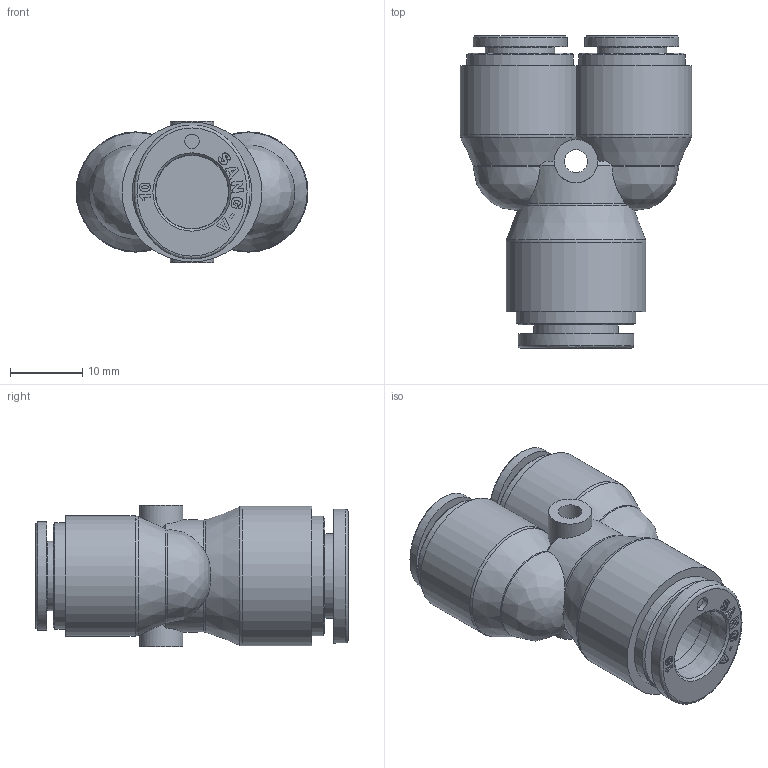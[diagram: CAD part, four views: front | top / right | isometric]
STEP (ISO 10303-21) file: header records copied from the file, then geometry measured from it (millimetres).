
FILE_DESCRIPTION((''),'2;1');
FILE_NAME('CR-PW 1008.stp','2020-11-11T12:02:13',('Administrator'),(''),'Autodesk Inventor 2013','Autodesk Inventor 2013','');
FILE_SCHEMA(('CONFIG_CONTROL_DESIGN'));
Length unit declared in the file: millimetre
Products named in the file (4): 조립품23; CR-PW 1008 BODY; CR-SLEEVE 10; CR-SLEEVE 08
Assembly tree (4 placements, depth 2):
  조립품23
    CR-PW 1008 BODY
    CR-SLEEVE 10
    CR-SLEEVE 08  x2
Bounding box: 32 x 43.1 x 19.5 mm (x, y, z)
Volume: 10158.4 mm3; surface area: 7018.1 mm2
Topology: 4 solids, 4 shells, 1180 faces, 3335 edges, 2218 vertices
Faces by surface type: plane 1070, bspline 45, cylinder 42, cone 18, torus 5
Full cylindrical faces by diameter (mm): 1.5 x2, 2 x1, 3.2 x1, 6 x2, 8.134 x2, 8.2 x2, 9.6 x2, 10.18 x1, 10.2 x1, 11.7 x1, 14.7 x2, 16.5 x1, 19.3 x1
Entity records: 27278 total; most frequent: CARTESIAN_POINT 5598, ORIENTED_EDGE 4506, DIRECTION 3925, EDGE_CURVE 2253, VECTOR 2089, LINE 2089, VERTEX_POINT 1511, AXIS2_PLACEMENT_3D 918
